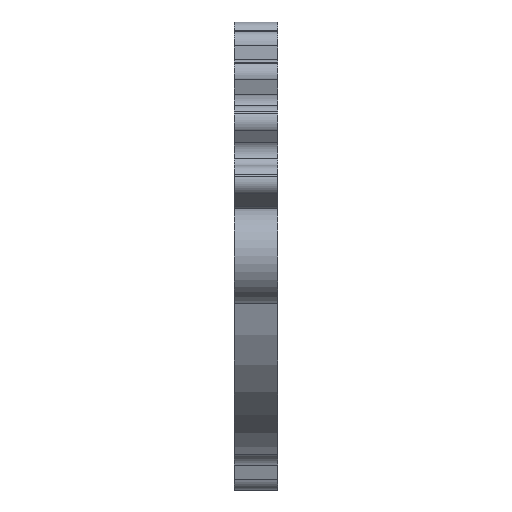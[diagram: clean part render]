
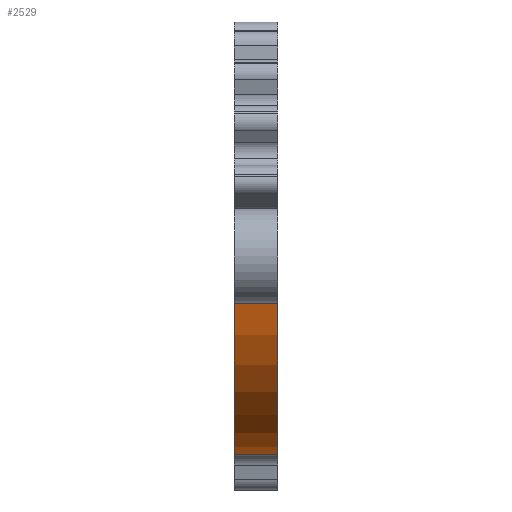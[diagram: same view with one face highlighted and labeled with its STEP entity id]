
A CAD part, left-side view. The second image highlights one B-rep face of the part: STEP entity #2529.
In plain terms, the highlighted cylindrical face has radius 13.75 mm (diameter 27.5 mm), a partial arc.
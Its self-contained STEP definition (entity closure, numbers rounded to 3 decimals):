
#188=FACE_OUTER_BOUND('',#319,.T.);
#319=EDGE_LOOP('',(#2170,#2171,#2172,#2173));
#536=LINE('',#4367,#757);
#542=LINE('',#4385,#763);
#757=VECTOR('',#3591,10.);
#763=VECTOR('',#3613,10.);
#849=CIRCLE('',#2640,13.75);
#926=CIRCLE('',#2833,13.75);
#1058=VERTEX_POINT('',#3908);
#1059=VERTEX_POINT('',#3910);
#1175=VERTEX_POINT('',#4365);
#1179=VERTEX_POINT('',#4383);
#1315=EDGE_CURVE('',#1058,#1059,#849,.T.);
#1544=EDGE_CURVE('',#1175,#1058,#536,.T.);
#1552=EDGE_CURVE('',#1175,#1179,#926,.T.);
#1553=EDGE_CURVE('',#1179,#1059,#542,.T.);
#2170=ORIENTED_EDGE('',*,*,#1544,.F.);
#2171=ORIENTED_EDGE('',*,*,#1552,.T.);
#2172=ORIENTED_EDGE('',*,*,#1553,.T.);
#2173=ORIENTED_EDGE('',*,*,#1315,.F.);
#2403=CYLINDRICAL_SURFACE('',#2832,13.75);
#2529=ADVANCED_FACE('',(#188),#2403,.T.);
#2640=AXIS2_PLACEMENT_3D('',#3911,#3065,#3066);
#2832=AXIS2_PLACEMENT_3D('',#4382,#3609,#3610);
#2833=AXIS2_PLACEMENT_3D('',#4384,#3611,#3612);
#3065=DIRECTION('center_axis',(0.,1.,0.));
#3066=DIRECTION('ref_axis',(-1.,0.,0.));
#3591=DIRECTION('',(0.,1.,0.));
#3609=DIRECTION('center_axis',(0.,1.,0.));
#3610=DIRECTION('ref_axis',(-1.,0.,0.));
#3611=DIRECTION('center_axis',(0.,1.,0.));
#3612=DIRECTION('ref_axis',(-1.,0.,0.));
#3613=DIRECTION('',(0.,1.,0.));
#3908=CARTESIAN_POINT('',(-2.125,3.,-13.585));
#3910=CARTESIAN_POINT('',(-13.366,3.,-3.227));
#3911=CARTESIAN_POINT('Origin',(0.,3.,0.));
#4365=CARTESIAN_POINT('',(-2.125,0.,-13.585));
#4367=CARTESIAN_POINT('',(-2.125,0.,-13.585));
#4382=CARTESIAN_POINT('Origin',(0.,0.,0.));
#4383=CARTESIAN_POINT('',(-13.366,0.,-3.227));
#4384=CARTESIAN_POINT('Origin',(0.,0.,0.));
#4385=CARTESIAN_POINT('',(-13.366,0.,-3.227));
